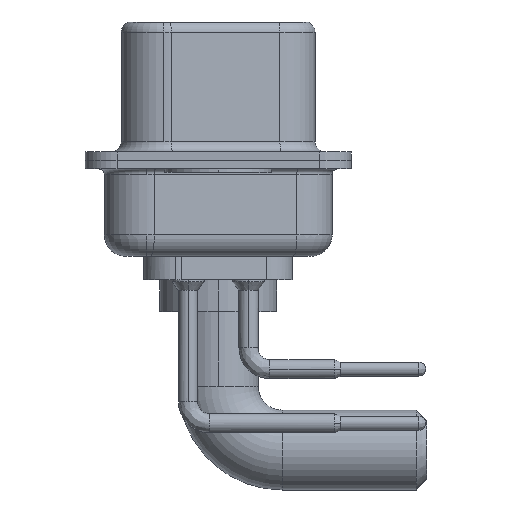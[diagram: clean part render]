
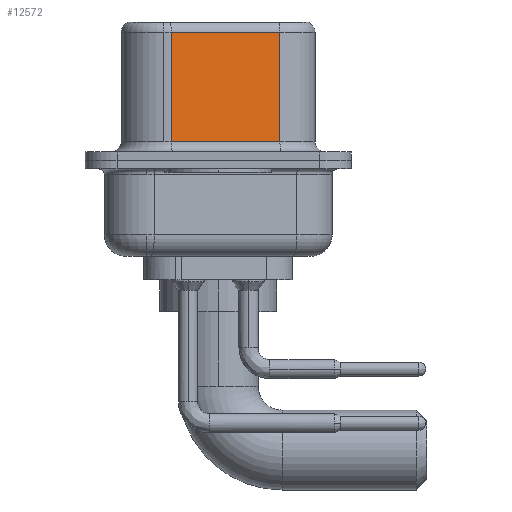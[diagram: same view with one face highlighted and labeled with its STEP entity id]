
A CAD part, left-side view. The second image highlights one B-rep face of the part: STEP entity #12572.
In plain terms, the highlighted planar face has unit normal (-0.985, -0.174, 0).
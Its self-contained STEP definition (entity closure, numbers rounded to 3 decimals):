
#252 = EDGE_CURVE ( 'NONE', #9343, #16800, #5016, .T. ) ;
#378 = VECTOR ( 'NONE', #2043, 1000. ) ;
#514 = VERTEX_POINT ( 'NONE', #7628 ) ;
#2043 = DIRECTION ( 'NONE',  ( -0.174, 0.985, 0. ) ) ;
#2594 = ORIENTED_EDGE ( 'NONE', *, *, #3995, .F. ) ;
#2613 = CARTESIAN_POINT ( 'NONE',  ( 4.555, -2.897, 6.52 ) ) ;
#3531 = VERTEX_POINT ( 'NONE', #8514 ) ;
#3559 = CARTESIAN_POINT ( 'NONE',  ( 4.555, -2.897, 0.9 ) ) ;
#3995 = EDGE_CURVE ( 'NONE', #3531, #16800, #11996, .T. ) ;
#4783 = ORIENTED_EDGE ( 'NONE', *, *, #10473, .T. ) ;
#5016 = LINE ( 'NONE', #3559, #10389 ) ;
#6831 = CARTESIAN_POINT ( 'NONE',  ( 4.555, -2.897, 6.02 ) ) ;
#7628 = CARTESIAN_POINT ( 'NONE',  ( 3.655, 2.203, 6.02 ) ) ;
#8196 = VECTOR ( 'NONE', #9689, 1000. ) ;
#8514 = CARTESIAN_POINT ( 'NONE',  ( 4.555, -2.897, 6.02 ) ) ;
#8557 = VECTOR ( 'NONE', #10445, 1000. ) ;
#9343 = VERTEX_POINT ( 'NONE', #16816 ) ;
#9541 = EDGE_LOOP ( 'NONE', ( #2594, #4783, #12794, #18923 ) ) ;
#9689 = DIRECTION ( 'NONE',  ( 0., 0., -1. ) ) ;
#10389 = VECTOR ( 'NONE', #16268, 1000. ) ;
#10445 = DIRECTION ( 'NONE',  ( 0., 0., -1. ) ) ;
#10473 = EDGE_CURVE ( 'NONE', #3531, #514, #16307, .T. ) ;
#10856 = DIRECTION ( 'NONE',  ( 0.985, 0.174, 0. ) ) ;
#11100 = FACE_OUTER_BOUND ( 'NONE', #9541, .T. ) ;
#11110 = AXIS2_PLACEMENT_3D ( 'NONE', #15868, #10856, #13964 ) ;
#11996 = LINE ( 'NONE', #2613, #8557 ) ;
#12572 = ADVANCED_FACE ( 'NONE', ( #11100 ), #17429, .F. ) ;
#12598 = CARTESIAN_POINT ( 'NONE',  ( 4.555, -2.897, 0.9 ) ) ;
#12794 = ORIENTED_EDGE ( 'NONE', *, *, #18776, .T. ) ;
#13964 = DIRECTION ( 'NONE',  ( -0.174, 0.985, 0. ) ) ;
#14648 = CARTESIAN_POINT ( 'NONE',  ( 3.655, 2.203, 6.52 ) ) ;
#15868 = CARTESIAN_POINT ( 'NONE',  ( 4.555, -2.897, 6.52 ) ) ;
#16268 = DIRECTION ( 'NONE',  ( 0.174, -0.985, 0. ) ) ;
#16301 = LINE ( 'NONE', #14648, #8196 ) ;
#16307 = LINE ( 'NONE', #6831, #378 ) ;
#16800 = VERTEX_POINT ( 'NONE', #12598 ) ;
#16816 = CARTESIAN_POINT ( 'NONE',  ( 3.655, 2.203, 0.9 ) ) ;
#17429 = PLANE ( 'NONE',  #11110 ) ;
#18776 = EDGE_CURVE ( 'NONE', #514, #9343, #16301, .T. ) ;
#18923 = ORIENTED_EDGE ( 'NONE', *, *, #252, .T. ) ;
